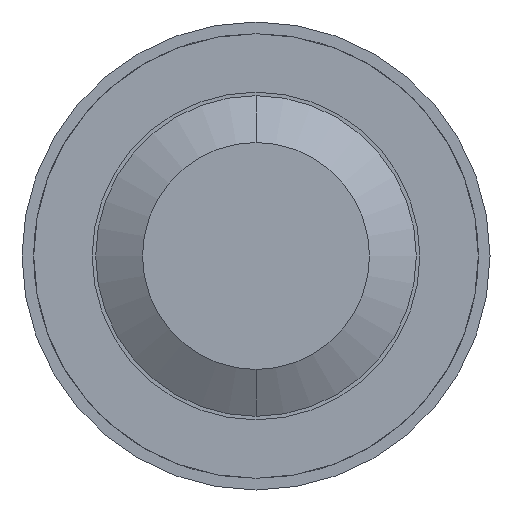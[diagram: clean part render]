
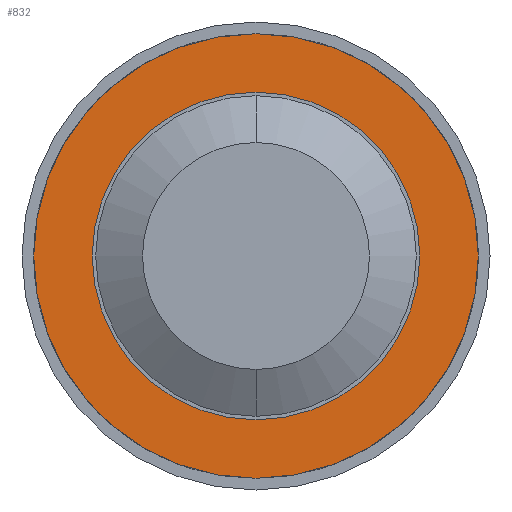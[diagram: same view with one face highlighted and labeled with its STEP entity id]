
A CAD part, front view. The second image highlights one B-rep face of the part: STEP entity #832.
In plain terms, the highlighted planar face has unit normal (0, -1, 0).
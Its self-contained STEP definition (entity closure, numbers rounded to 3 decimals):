
#96 = AXIS2_PLACEMENT_3D ( 'NONE', #1649, #3934, #2272 ) ;
#144 = CARTESIAN_POINT ( 'NONE',  ( 0., -2.5, 0.685 ) ) ;
#590 = FACE_BOUND ( 'NONE', #3848, .T. ) ;
#819 = EDGE_CURVE ( 'Defeature ausgef�hrt3_16+Defeature ausgef�hrt3_10+Defeature ausgef�hrt3_10+Defeature ausgef�hrt3_10', #1264, #912, #2127, .T. ) ;
#830 = PLANE ( 'NONE',  #1571 ) ;
#832 = ADVANCED_FACE ( 'Defeature ausgef�hrt3_16', ( #1106, #590 ), #830, .F. ) ;
#870 = ORIENTED_EDGE ( 'NONE', *, *, #2915, .T. ) ;
#887 = DIRECTION ( 'NONE',  ( 0., 1., 0. ) ) ;
#912 = VERTEX_POINT ( 'NONE', #3550 ) ;
#1106 = FACE_OUTER_BOUND ( 'NONE', #1539, .T. ) ;
#1142 = CIRCLE ( 'NONE', #3351, 0.95 ) ;
#1264 = VERTEX_POINT ( 'NONE', #144 ) ;
#1539 = EDGE_LOOP ( 'NONE', ( #2147, #2825 ) ) ;
#1571 = AXIS2_PLACEMENT_3D ( 'NONE', #2134, #3134, #3502 ) ;
#1595 = EDGE_CURVE ( 'Defeature ausgef�hrt3_15+Defeature ausgef�hrt3_16+Defeature ausgef�hrt3_16+Defeature ausgef�hrt3_16', #3060, #3286, #1631, .T. ) ;
#1631 = CIRCLE ( 'NONE', #2368, 0.95 ) ;
#1639 = DIRECTION ( 'NONE',  ( 0., 1., 0. ) ) ;
#1649 = CARTESIAN_POINT ( 'NONE',  ( 0., -2.5, 0. ) ) ;
#1819 = CARTESIAN_POINT ( 'NONE',  ( 0., -2.5, 0. ) ) ;
#2127 = CIRCLE ( 'NONE', #4163, 0.685 ) ;
#2134 = CARTESIAN_POINT ( 'NONE',  ( 0.95, -2.5, 0. ) ) ;
#2147 = ORIENTED_EDGE ( 'NONE', *, *, #4127, .F. ) ;
#2272 = DIRECTION ( 'NONE',  ( 0., 0., 1. ) ) ;
#2368 = AXIS2_PLACEMENT_3D ( 'NONE', #3607, #1639, #3285 ) ;
#2479 = DIRECTION ( 'NONE',  ( 0., 0., 1. ) ) ;
#2825 = ORIENTED_EDGE ( 'NONE', *, *, #1595, .F. ) ;
#2915 = EDGE_CURVE ( 'Defeature ausgef�hrt3_16+Defeature ausgef�hrt3_10+Defeature ausgef�hrt3_10+Defeature ausgef�hrt3_10', #912, #1264, #4245, .T. ) ;
#3060 = VERTEX_POINT ( 'NONE', #3649 ) ;
#3112 = CARTESIAN_POINT ( 'NONE',  ( 0., -2.5, 0.95 ) ) ;
#3134 = DIRECTION ( 'NONE',  ( 0., 1., 0. ) ) ;
#3186 = DIRECTION ( 'NONE',  ( 0., 1., 0. ) ) ;
#3188 = DIRECTION ( 'NONE',  ( 0., 0., 1. ) ) ;
#3285 = DIRECTION ( 'NONE',  ( 0., 0., 1. ) ) ;
#3286 = VERTEX_POINT ( 'NONE', #3112 ) ;
#3351 = AXIS2_PLACEMENT_3D ( 'NONE', #3854, #887, #3188 ) ;
#3502 = DIRECTION ( 'NONE',  ( 0., 0., 1. ) ) ;
#3550 = CARTESIAN_POINT ( 'NONE',  ( 0., -2.5, -0.685 ) ) ;
#3607 = CARTESIAN_POINT ( 'NONE',  ( 0., -2.5, 0. ) ) ;
#3649 = CARTESIAN_POINT ( 'NONE',  ( 0., -2.5, -0.95 ) ) ;
#3848 = EDGE_LOOP ( 'NONE', ( #3850, #870 ) ) ;
#3850 = ORIENTED_EDGE ( 'NONE', *, *, #819, .T. ) ;
#3854 = CARTESIAN_POINT ( 'NONE',  ( 0., -2.5, 0. ) ) ;
#3934 = DIRECTION ( 'NONE',  ( 0., 1., 0. ) ) ;
#4127 = EDGE_CURVE ( 'Defeature ausgef�hrt3_15+Defeature ausgef�hrt3_16+Defeature ausgef�hrt3_16+Defeature ausgef�hrt3_16', #3286, #3060, #1142, .T. ) ;
#4163 = AXIS2_PLACEMENT_3D ( 'NONE', #1819, #3186, #2479 ) ;
#4245 = CIRCLE ( 'NONE', #96, 0.685 ) ;
